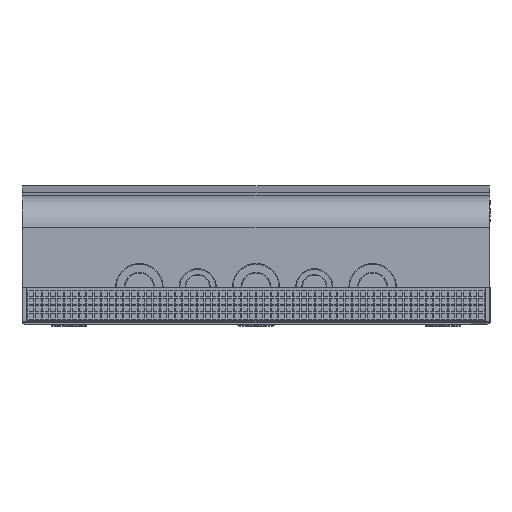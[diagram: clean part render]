
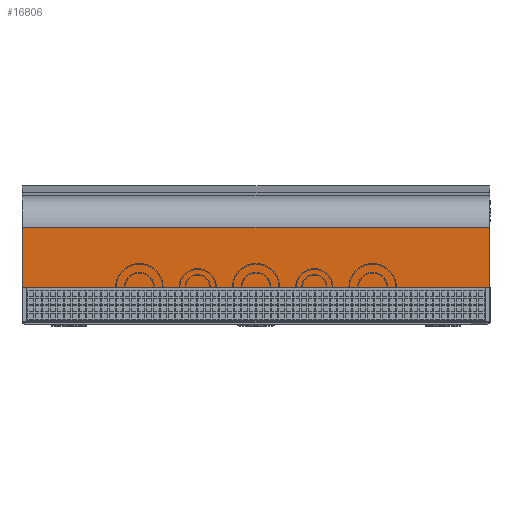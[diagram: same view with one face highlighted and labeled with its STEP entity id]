
A CAD part, top view. The second image highlights one B-rep face of the part: STEP entity #16806.
In plain terms, the highlighted planar face has unit normal (0, 0, 1).
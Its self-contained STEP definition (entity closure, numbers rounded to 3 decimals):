
#12627 = DIRECTION ( 'NONE',  ( -1., 0., 0. ) ) ;
#16806 = ADVANCED_FACE ( 'NONE', ( #149241 ), #235966, .T. ) ;
#20984 = EDGE_CURVE ( 'NONE', #41770, #262728, #352740, .T. ) ;
#41770 = VERTEX_POINT ( 'NONE', #92274 ) ;
#59292 = ORIENTED_EDGE ( 'NONE', *, *, #108860, .F. ) ;
#70139 = DIRECTION ( 'NONE',  ( -1., 0., 0. ) ) ;
#72475 = VERTEX_POINT ( 'NONE', #286341 ) ;
#72848 = VECTOR ( 'NONE', #70139, 1000. ) ;
#76004 = VECTOR ( 'NONE', #12627, 1000. ) ;
#92274 = CARTESIAN_POINT ( 'NONE',  ( 158., 64.69, 99. ) ) ;
#93875 = DIRECTION ( 'NONE',  ( 0., 1., 0. ) ) ;
#97440 = DIRECTION ( 'NONE',  ( 0., -1., 0. ) ) ;
#108860 = EDGE_CURVE ( 'NONE', #41770, #133781, #187008, .T. ) ;
#119733 = CARTESIAN_POINT ( 'NONE',  ( -158., 24., 99. ) ) ;
#126083 = DIRECTION ( 'NONE',  ( 0., -1., 0. ) ) ;
#133781 = VERTEX_POINT ( 'NONE', #320099 ) ;
#142428 = LINE ( 'NONE', #338320, #76004 ) ;
#149241 = FACE_OUTER_BOUND ( 'NONE', #188876, .T. ) ;
#172140 = VECTOR ( 'NONE', #126083, 1000. ) ;
#175132 = LINE ( 'NONE', #119733, #216164 ) ;
#186500 = CARTESIAN_POINT ( 'NONE',  ( -158., 64.69, 99. ) ) ;
#187008 = LINE ( 'NONE', #262783, #172140 ) ;
#188876 = EDGE_LOOP ( 'NONE', ( #216007, #59292, #247808, #361124 ) ) ;
#216007 = ORIENTED_EDGE ( 'NONE', *, *, #275330, .F. ) ;
#216164 = VECTOR ( 'NONE', #93875, 1000. ) ;
#234052 = DIRECTION ( 'NONE',  ( 0., 0., 1. ) ) ;
#235966 = PLANE ( 'NONE',  #254254 ) ;
#247808 = ORIENTED_EDGE ( 'NONE', *, *, #20984, .T. ) ;
#254254 = AXIS2_PLACEMENT_3D ( 'NONE', #258153, #234052, #97440 ) ;
#258153 = CARTESIAN_POINT ( 'NONE',  ( -158.5, 24., 99. ) ) ;
#262728 = VERTEX_POINT ( 'NONE', #186500 ) ;
#262783 = CARTESIAN_POINT ( 'NONE',  ( 158., 24., 99. ) ) ;
#275330 = EDGE_CURVE ( 'NONE', #133781, #72475, #142428, .T. ) ;
#286341 = CARTESIAN_POINT ( 'NONE',  ( -158., 24., 99. ) ) ;
#320099 = CARTESIAN_POINT ( 'NONE',  ( 158., 24., 99. ) ) ;
#321114 = EDGE_CURVE ( 'NONE', #72475, #262728, #175132, .T. ) ;
#330537 = CARTESIAN_POINT ( 'NONE',  ( -158.5, 64.69, 99. ) ) ;
#338320 = CARTESIAN_POINT ( 'NONE',  ( -158.5, 24., 99. ) ) ;
#352740 = LINE ( 'NONE', #330537, #72848 ) ;
#361124 = ORIENTED_EDGE ( 'NONE', *, *, #321114, .F. ) ;
